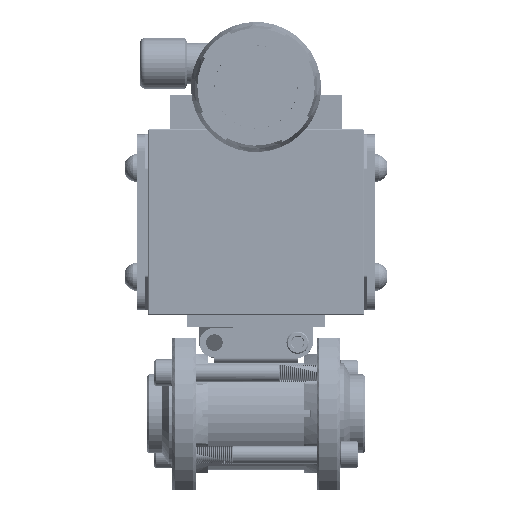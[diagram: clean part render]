
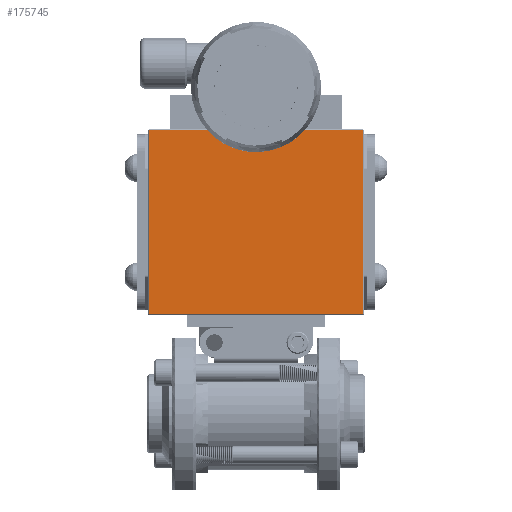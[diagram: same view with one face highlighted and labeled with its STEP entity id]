
A CAD part, top view. The second image highlights one B-rep face of the part: STEP entity #175745.
In plain terms, the highlighted planar face has unit normal (0, 0, 1).
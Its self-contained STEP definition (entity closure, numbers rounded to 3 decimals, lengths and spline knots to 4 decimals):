
#3096 = ORIENTED_EDGE ( 'NONE', *, *, #113224, .T. ) ;
#3774 = CARTESIAN_POINT ( 'NONE',  ( 2.251, 5.954, 1.55 ) ) ;
#14367 = AXIS2_PLACEMENT_3D ( 'NONE', #105739, #61886, #164928 ) ;
#16511 = CARTESIAN_POINT ( 'NONE',  ( -2.255, 5.954, 1.55 ) ) ;
#16834 = CARTESIAN_POINT ( 'NONE',  ( -2.255, 2.074, 1.55 ) ) ;
#16986 = LINE ( 'NONE', #75758, #129940 ) ;
#17091 = ORIENTED_EDGE ( 'NONE', *, *, #141244, .T. ) ;
#17480 = PLANE ( 'NONE',  #14367 ) ;
#32609 = CARTESIAN_POINT ( 'NONE',  ( -2.255, 2.094, 1.55 ) ) ;
#35514 = ORIENTED_EDGE ( 'NONE', *, *, #70108, .T. ) ;
#42895 = VECTOR ( 'NONE', #105083, 39.3701 ) ;
#49922 = VERTEX_POINT ( 'NONE', #16511 ) ;
#51059 = VECTOR ( 'NONE', #113218, 39.3701 ) ;
#59387 = EDGE_CURVE ( 'NONE', #49922, #82227, #116626, .T. ) ;
#60816 = CARTESIAN_POINT ( 'NONE',  ( 2.251, 5.974, 1.55 ) ) ;
#61886 = DIRECTION ( 'NONE',  ( 0., 0., -1. ) ) ;
#64912 = LINE ( 'NONE', #142270, #51059 ) ;
#70108 = EDGE_CURVE ( 'NONE', #82227, #155490, #16986, .T. ) ;
#75646 = DIRECTION ( 'NONE',  ( 0., 1., 0. ) ) ;
#75758 = CARTESIAN_POINT ( 'NONE',  ( -2.275, 2.094, 1.55 ) ) ;
#82227 = VERTEX_POINT ( 'NONE', #32609 ) ;
#90566 = DIRECTION ( 'NONE',  ( 1., 0., 0. ) ) ;
#102632 = VERTEX_POINT ( 'NONE', #3774 ) ;
#104436 = FACE_OUTER_BOUND ( 'NONE', #185275, .T. ) ;
#105083 = DIRECTION ( 'NONE',  ( 0., -1., 0. ) ) ;
#105739 = CARTESIAN_POINT ( 'NONE',  ( -2.275, 5.974, 1.55 ) ) ;
#113218 = DIRECTION ( 'NONE',  ( -1., 0., 0. ) ) ;
#113224 = EDGE_CURVE ( 'NONE', #155490, #102632, #157364, .T. ) ;
#116626 = LINE ( 'NONE', #16834, #42895 ) ;
#118203 = VECTOR ( 'NONE', #75646, 39.3701 ) ;
#124596 = ORIENTED_EDGE ( 'NONE', *, *, #59387, .T. ) ;
#128544 = CARTESIAN_POINT ( 'NONE',  ( 2.251, 2.094, 1.55 ) ) ;
#129940 = VECTOR ( 'NONE', #90566, 39.3701 ) ;
#141244 = EDGE_CURVE ( 'NONE', #102632, #49922, #64912, .T. ) ;
#142270 = CARTESIAN_POINT ( 'NONE',  ( -2.275, 5.954, 1.55 ) ) ;
#155490 = VERTEX_POINT ( 'NONE', #128544 ) ;
#157364 = LINE ( 'NONE', #60816, #118203 ) ;
#164928 = DIRECTION ( 'NONE',  ( 0., -1., 0. ) ) ;
#175745 = ADVANCED_FACE ( 'NONE', ( #104436 ), #17480, .F. ) ;
#185275 = EDGE_LOOP ( 'NONE', ( #3096, #17091, #124596, #35514 ) ) ;
